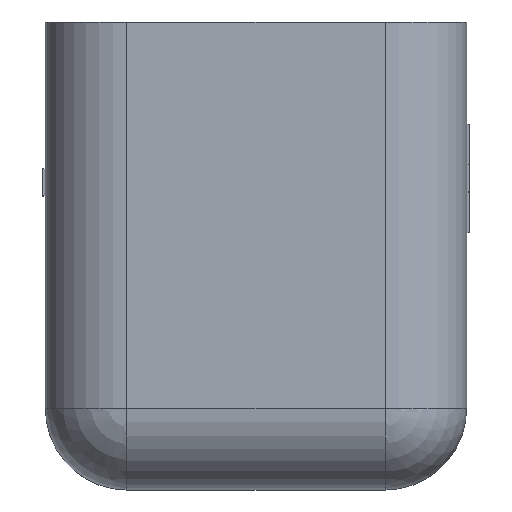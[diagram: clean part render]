
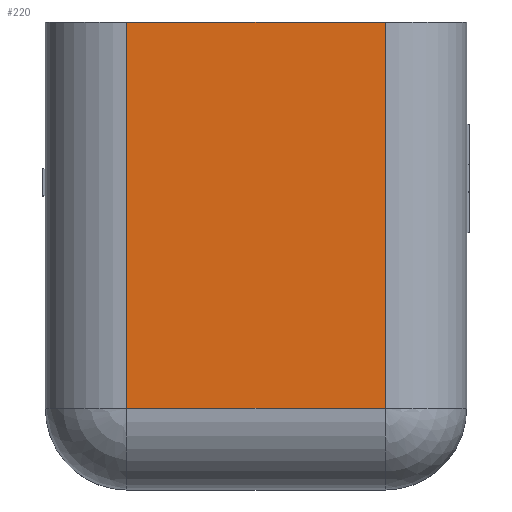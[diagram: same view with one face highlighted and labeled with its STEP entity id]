
A CAD part, top view. The second image highlights one B-rep face of the part: STEP entity #220.
In plain terms, the highlighted planar face has unit normal (0, 0, 1).
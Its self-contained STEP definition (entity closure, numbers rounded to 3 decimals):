
#220=ADVANCED_FACE('',(#952),#954,.T.);
#952=FACE_BOUND('',#953,.T.);
#953=EDGE_LOOP('',(#1548,#1549,#1550,#1551));
#954=PLANE('',#955);
#955=AXIS2_PLACEMENT_3D('',#956,#957,#958);
#956=CARTESIAN_POINT('',(0.,0.,8.4));
#957=DIRECTION('',(0.,0.,1.));
#958=DIRECTION('',(-1.,0.,0.));
#1548=ORIENTED_EDGE('',*,*,#1891,.T.);
#1549=ORIENTED_EDGE('',*,*,#1892,.T.);
#1550=ORIENTED_EDGE('',*,*,#1863,.T.);
#1551=ORIENTED_EDGE('',*,*,#1883,.T.);
#1863=EDGE_CURVE('',#2085,#2083,#2086,.T.);
#1883=EDGE_CURVE('',#2083,#2120,#2123,.T.);
#1891=EDGE_CURVE('',#2120,#2137,#2138,.T.);
#1892=EDGE_CURVE('',#2137,#2085,#2139,.T.);
#2083=VERTEX_POINT('',#2484);
#2085=VERTEX_POINT('',#2489);
#2086=LINE('',#2490,#2491);
#2120=VERTEX_POINT('',#2568);
#2123=LINE('',#2574,#2575);
#2137=VERTEX_POINT('',#2604);
#2138=LINE('',#2605,#2606);
#2139=LINE('',#2608,#2609);
#2484=CARTESIAN_POINT('',(4.75,17.2,8.4));
#2489=CARTESIAN_POINT('',(4.75,3.,8.4));
#2490=CARTESIAN_POINT('',(4.75,3.,8.4));
#2491=VECTOR('',#2492,1.);
#2492=DIRECTION('',(0.,1.,0.));
#2568=CARTESIAN_POINT('',(-4.75,17.2,8.4));
#2574=CARTESIAN_POINT('',(4.75,17.2,8.4));
#2575=VECTOR('',#2576,1.);
#2576=DIRECTION('',(-1.,0.,0.));
#2604=CARTESIAN_POINT('',(-4.75,3.,8.4));
#2605=CARTESIAN_POINT('',(-4.75,17.2,8.4));
#2606=VECTOR('',#2607,1.);
#2607=DIRECTION('',(0.,-1.,0.));
#2608=CARTESIAN_POINT('',(-4.75,3.,8.4));
#2609=VECTOR('',#2610,1.);
#2610=DIRECTION('',(1.,0.,0.));
